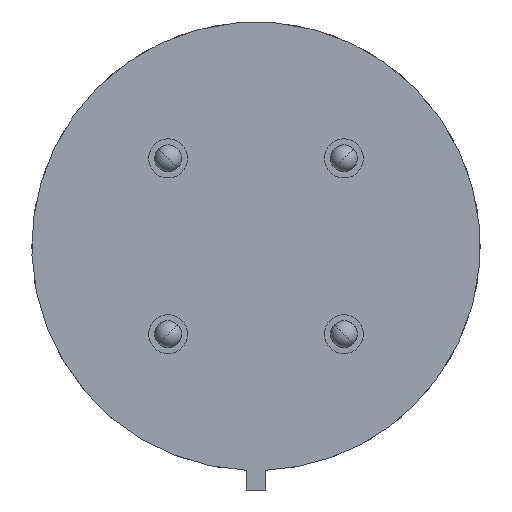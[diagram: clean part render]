
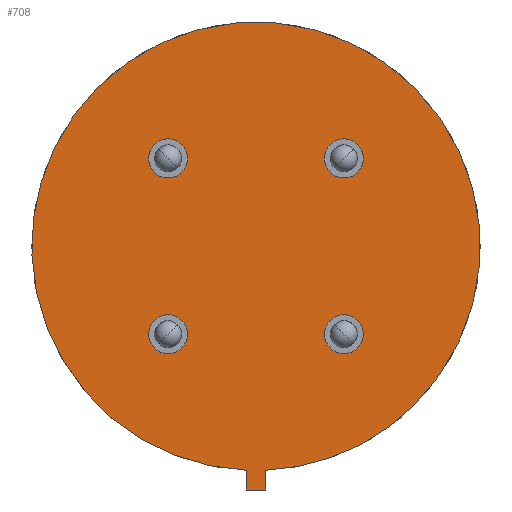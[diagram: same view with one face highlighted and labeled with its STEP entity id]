
A CAD part, front view. The second image highlights one B-rep face of the part: STEP entity #708.
In plain terms, the highlighted planar face has unit normal (0, -1, 0).
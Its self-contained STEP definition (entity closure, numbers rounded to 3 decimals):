
#22 = EDGE_CURVE ( 'NONE', #2124, #516, #1330, .T. ) ;
#31 = VERTEX_POINT ( 'NONE', #3006 ) ;
#48 = VECTOR ( 'NONE', #2102, 1000. ) ;
#72 = EDGE_LOOP ( 'NONE', ( #2092, #991 ) ) ;
#73 = DIRECTION ( 'NONE',  ( -0.707, 0., 0.707 ) ) ;
#74 = CARTESIAN_POINT ( 'NONE',  ( 1.52, 0., -1.52 ) ) ;
#89 = ORIENTED_EDGE ( 'NONE', *, *, #1417, .F. ) ;
#107 = VERTEX_POINT ( 'NONE', #911 ) ;
#115 = DIRECTION ( 'NONE',  ( 0., 1., 0. ) ) ;
#118 = CARTESIAN_POINT ( 'NONE',  ( 2.086, 0., 1.52 ) ) ;
#140 = DIRECTION ( 'NONE',  ( 0., -1., 0. ) ) ;
#262 = CARTESIAN_POINT ( 'NONE',  ( 1.52, 0., 2.086 ) ) ;
#296 = ORIENTED_EDGE ( 'NONE', *, *, #788, .F. ) ;
#302 = DIRECTION ( 'NONE',  ( 0., -1., 0. ) ) ;
#305 = CARTESIAN_POINT ( 'NONE',  ( 1.803, 0., -1.803 ) ) ;
#308 = AXIS2_PLACEMENT_3D ( 'NONE', #1567, #115, #2491 ) ;
#314 = ORIENTED_EDGE ( 'NONE', *, *, #22, .F. ) ;
#331 = LINE ( 'NONE', #1510, #2886 ) ;
#349 = EDGE_LOOP ( 'NONE', ( #584, #1421, #314, #562, #1068, #2910 ) ) ;
#355 = CARTESIAN_POINT ( 'NONE',  ( 0., 0., 0. ) ) ;
#388 = CARTESIAN_POINT ( 'NONE',  ( 0., 0., 0. ) ) ;
#406 = CIRCLE ( 'NONE', #2156, 0.4 ) ;
#422 = EDGE_CURVE ( 'NONE', #1668, #1094, #691, .T. ) ;
#472 = VERTEX_POINT ( 'NONE', #2813 ) ;
#473 = DIRECTION ( 'NONE',  ( 0., -1., 0. ) ) ;
#478 = VERTEX_POINT ( 'NONE', #3014 ) ;
#511 = ORIENTED_EDGE ( 'NONE', *, *, #922, .F. ) ;
#516 = VERTEX_POINT ( 'NONE', #2340 ) ;
#523 = EDGE_CURVE ( 'NONE', #478, #1893, #1686, .T. ) ;
#562 = ORIENTED_EDGE ( 'NONE', *, *, #1758, .F. ) ;
#584 = ORIENTED_EDGE ( 'NONE', *, *, #2542, .F. ) ;
#599 = DIRECTION ( 'NONE',  ( -0.707, 0., 0.707 ) ) ;
#607 = CARTESIAN_POINT ( 'NONE',  ( 1.803, 0., 1.803 ) ) ;
#618 = AXIS2_PLACEMENT_3D ( 'NONE', #1050, #818, #1778 ) ;
#627 = EDGE_CURVE ( 'NONE', #31, #2194, #406, .T. ) ;
#669 = EDGE_CURVE ( 'NONE', #516, #472, #331, .T. ) ;
#679 = CIRCLE ( 'NONE', #618, 4.6 ) ;
#691 = CIRCLE ( 'NONE', #1390, 0.4 ) ;
#708 = ADVANCED_FACE ( 'NONE', ( #2708, #2055, #2993, #2022, #1318 ), #2256, .F. ) ;
#723 = VECTOR ( 'NONE', #1030, 1000. ) ;
#740 = CARTESIAN_POINT ( 'NONE',  ( -1.803, 0., 1.803 ) ) ;
#753 = DIRECTION ( 'NONE',  ( -0.707, 0., 0.707 ) ) ;
#779 = DIRECTION ( 'NONE',  ( 0., -1., 0. ) ) ;
#788 = EDGE_CURVE ( 'NONE', #1893, #478, #2641, .T. ) ;
#792 = VERTEX_POINT ( 'NONE', #2955 ) ;
#818 = DIRECTION ( 'NONE',  ( 0., 1., 0. ) ) ;
#911 = CARTESIAN_POINT ( 'NONE',  ( 2.086, 0., -2.086 ) ) ;
#918 = CARTESIAN_POINT ( 'NONE',  ( -1.803, 0., -1.803 ) ) ;
#922 = EDGE_CURVE ( 'NONE', #1057, #107, #1560, .T. ) ;
#991 = ORIENTED_EDGE ( 'NONE', *, *, #422, .F. ) ;
#1030 = DIRECTION ( 'NONE',  ( 0., 0., -1. ) ) ;
#1050 = CARTESIAN_POINT ( 'NONE',  ( 0., 0., 0. ) ) ;
#1057 = VERTEX_POINT ( 'NONE', #74 ) ;
#1068 = ORIENTED_EDGE ( 'NONE', *, *, #1166, .F. ) ;
#1094 = VERTEX_POINT ( 'NONE', #262 ) ;
#1108 = DIRECTION ( 'NONE',  ( -0.707, 0., 0.707 ) ) ;
#1129 = CIRCLE ( 'NONE', #1730, 0.4 ) ;
#1149 = DIRECTION ( 'NONE',  ( -0.707, 0., 0.707 ) ) ;
#1166 = EDGE_CURVE ( 'NONE', #792, #1722, #1260, .T. ) ;
#1182 = CARTESIAN_POINT ( 'NONE',  ( 0.2, 0., -4.596 ) ) ;
#1260 = CIRCLE ( 'NONE', #2309, 4.6 ) ;
#1291 = DIRECTION ( 'NONE',  ( 0., 0., 1. ) ) ;
#1311 = AXIS2_PLACEMENT_3D ( 'NONE', #1347, #140, #2295 ) ;
#1318 = FACE_BOUND ( 'NONE', #1319, .T. ) ;
#1319 = EDGE_LOOP ( 'NONE', ( #89, #2890 ) ) ;
#1330 = LINE ( 'NONE', #1870, #48 ) ;
#1338 = DIRECTION ( 'NONE',  ( -0.707, 0., 0.707 ) ) ;
#1347 = CARTESIAN_POINT ( 'NONE',  ( -1.803, 0., -1.803 ) ) ;
#1370 = DIRECTION ( 'NONE',  ( 0., 1., 0. ) ) ;
#1373 = DIRECTION ( 'NONE',  ( 0., -1., 0. ) ) ;
#1390 = AXIS2_PLACEMENT_3D ( 'NONE', #607, #2509, #1338 ) ;
#1417 = EDGE_CURVE ( 'NONE', #2194, #31, #1862, .T. ) ;
#1421 = ORIENTED_EDGE ( 'NONE', *, *, #669, .F. ) ;
#1440 = AXIS2_PLACEMENT_3D ( 'NONE', #918, #1373, #1149 ) ;
#1456 = CARTESIAN_POINT ( 'NONE',  ( -1.803, 0., 1.803 ) ) ;
#1510 = CARTESIAN_POINT ( 'NONE',  ( -0.2, 0., -5. ) ) ;
#1560 = CIRCLE ( 'NONE', #2801, 0.4 ) ;
#1567 = CARTESIAN_POINT ( 'NONE',  ( 0., 0., 0. ) ) ;
#1592 = CARTESIAN_POINT ( 'NONE',  ( 1.803, 0., 1.803 ) ) ;
#1631 = CARTESIAN_POINT ( 'NONE',  ( 1.803, 0., -1.803 ) ) ;
#1648 = DIRECTION ( 'NONE',  ( -0.707, 0., 0.707 ) ) ;
#1662 = AXIS2_PLACEMENT_3D ( 'NONE', #1456, #302, #2398 ) ;
#1668 = VERTEX_POINT ( 'NONE', #118 ) ;
#1683 = AXIS2_PLACEMENT_3D ( 'NONE', #1592, #3013, #2757 ) ;
#1686 = CIRCLE ( 'NONE', #1440, 0.4 ) ;
#1722 = VERTEX_POINT ( 'NONE', #1182 ) ;
#1730 = AXIS2_PLACEMENT_3D ( 'NONE', #305, #779, #73 ) ;
#1740 = CARTESIAN_POINT ( 'NONE',  ( 0.2, 0., -5. ) ) ;
#1758 = EDGE_CURVE ( 'NONE', #1722, #2124, #2223, .T. ) ;
#1778 = DIRECTION ( 'NONE',  ( -0.707, 0., 0.707 ) ) ;
#1824 = ORIENTED_EDGE ( 'NONE', *, *, #2334, .F. ) ;
#1862 = CIRCLE ( 'NONE', #1662, 0.4 ) ;
#1870 = CARTESIAN_POINT ( 'NONE',  ( -0.2, 0., -5. ) ) ;
#1893 = VERTEX_POINT ( 'NONE', #2348 ) ;
#1924 = EDGE_LOOP ( 'NONE', ( #511, #1824 ) ) ;
#1940 = CARTESIAN_POINT ( 'NONE',  ( -3.253, 0., 3.253 ) ) ;
#2017 = DIRECTION ( 'NONE',  ( 0., 1., 0. ) ) ;
#2022 = FACE_BOUND ( 'NONE', #72, .T. ) ;
#2027 = CIRCLE ( 'NONE', #1683, 0.4 ) ;
#2055 = FACE_BOUND ( 'NONE', #2840, .T. ) ;
#2058 = ORIENTED_EDGE ( 'NONE', *, *, #523, .F. ) ;
#2088 = DIRECTION ( 'NONE',  ( 0., -1., 0. ) ) ;
#2092 = ORIENTED_EDGE ( 'NONE', *, *, #2163, .F. ) ;
#2102 = DIRECTION ( 'NONE',  ( -1., 0., 0. ) ) ;
#2124 = VERTEX_POINT ( 'NONE', #3086 ) ;
#2156 = AXIS2_PLACEMENT_3D ( 'NONE', #740, #473, #753 ) ;
#2163 = EDGE_CURVE ( 'NONE', #1094, #1668, #2027, .T. ) ;
#2171 = CIRCLE ( 'NONE', #2660, 4.6 ) ;
#2194 = VERTEX_POINT ( 'NONE', #2794 ) ;
#2223 = LINE ( 'NONE', #1740, #723 ) ;
#2256 = PLANE ( 'NONE',  #308 ) ;
#2295 = DIRECTION ( 'NONE',  ( -0.707, 0., 0.707 ) ) ;
#2309 = AXIS2_PLACEMENT_3D ( 'NONE', #355, #2017, #599 ) ;
#2334 = EDGE_CURVE ( 'NONE', #107, #1057, #1129, .T. ) ;
#2339 = VERTEX_POINT ( 'NONE', #1940 ) ;
#2340 = CARTESIAN_POINT ( 'NONE',  ( -0.2, 0., -5. ) ) ;
#2348 = CARTESIAN_POINT ( 'NONE',  ( -1.52, 0., -2.086 ) ) ;
#2398 = DIRECTION ( 'NONE',  ( -0.707, 0., 0.707 ) ) ;
#2491 = DIRECTION ( 'NONE',  ( -0.707, 0., 0.707 ) ) ;
#2509 = DIRECTION ( 'NONE',  ( 0., -1., 0. ) ) ;
#2542 = EDGE_CURVE ( 'NONE', #472, #2339, #2171, .T. ) ;
#2641 = CIRCLE ( 'NONE', #1311, 0.4 ) ;
#2660 = AXIS2_PLACEMENT_3D ( 'NONE', #388, #1370, #1108 ) ;
#2708 = FACE_OUTER_BOUND ( 'NONE', #349, .T. ) ;
#2757 = DIRECTION ( 'NONE',  ( -0.707, 0., 0.707 ) ) ;
#2794 = CARTESIAN_POINT ( 'NONE',  ( -2.086, 0., 2.086 ) ) ;
#2801 = AXIS2_PLACEMENT_3D ( 'NONE', #1631, #2088, #1648 ) ;
#2813 = CARTESIAN_POINT ( 'NONE',  ( -0.2, 0., -4.596 ) ) ;
#2834 = EDGE_CURVE ( 'NONE', #2339, #792, #679, .T. ) ;
#2840 = EDGE_LOOP ( 'NONE', ( #2058, #296 ) ) ;
#2886 = VECTOR ( 'NONE', #1291, 1000. ) ;
#2890 = ORIENTED_EDGE ( 'NONE', *, *, #627, .F. ) ;
#2910 = ORIENTED_EDGE ( 'NONE', *, *, #2834, .F. ) ;
#2955 = CARTESIAN_POINT ( 'NONE',  ( 3.253, 0., -3.253 ) ) ;
#2993 = FACE_BOUND ( 'NONE', #1924, .T. ) ;
#3006 = CARTESIAN_POINT ( 'NONE',  ( -1.52, 0., 1.52 ) ) ;
#3013 = DIRECTION ( 'NONE',  ( 0., -1., 0. ) ) ;
#3014 = CARTESIAN_POINT ( 'NONE',  ( -2.086, 0., -1.52 ) ) ;
#3086 = CARTESIAN_POINT ( 'NONE',  ( 0.2, 0., -5. ) ) ;
